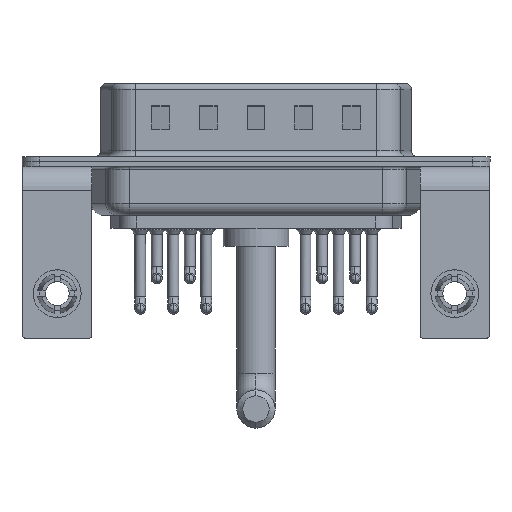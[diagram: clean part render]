
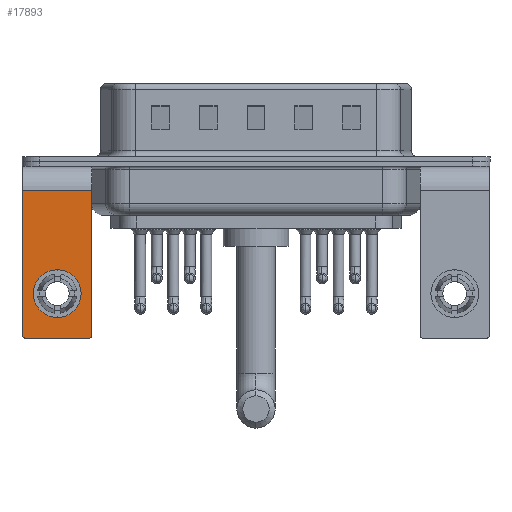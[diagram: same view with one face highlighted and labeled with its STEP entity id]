
A CAD part, front view. The second image highlights one B-rep face of the part: STEP entity #17893.
In plain terms, the highlighted planar face has unit normal (0, -1, 0).
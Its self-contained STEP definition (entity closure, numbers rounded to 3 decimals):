
#1201 = DIRECTION ( 'NONE',  ( 0., 0., 1. ) ) ;
#1258 = CARTESIAN_POINT ( 'NONE',  ( 2.9, -6.25, -2.4 ) ) ;
#1565 = ORIENTED_EDGE ( 'NONE', *, *, #9490, .T. ) ;
#1808 = VECTOR ( 'NONE', #4347, 1000. ) ;
#2607 = CARTESIAN_POINT ( 'NONE',  ( 0., -6.25, -11.07 ) ) ;
#2777 = CARTESIAN_POINT ( 'NONE',  ( 0., -6.25, -11.07 ) ) ;
#3153 = EDGE_CURVE ( 'NONE', #13960, #3506, #11740, .T. ) ;
#3277 = DIRECTION ( 'NONE',  ( -1., 0., 0. ) ) ;
#3347 = EDGE_CURVE ( 'NONE', #3506, #9176, #10967, .T. ) ;
#3506 = VERTEX_POINT ( 'NONE', #9090 ) ;
#3803 = ORIENTED_EDGE ( 'NONE', *, *, #21318, .T. ) ;
#4347 = DIRECTION ( 'NONE',  ( 0., 0., -1. ) ) ;
#4784 = AXIS2_PLACEMENT_3D ( 'NONE', #2607, #13972, #13726 ) ;
#5026 = FACE_OUTER_BOUND ( 'NONE', #17901, .T. ) ;
#5159 = LINE ( 'NONE', #20415, #22884 ) ;
#6156 = ORIENTED_EDGE ( 'NONE', *, *, #3153, .T. ) ;
#6854 = VECTOR ( 'NONE', #22118, 1000. ) ;
#7384 = AXIS2_PLACEMENT_3D ( 'NONE', #20091, #8592, #1201 ) ;
#7511 = CIRCLE ( 'NONE', #22716, 0.25 ) ;
#8062 = EDGE_CURVE ( 'NONE', #22510, #12415, #7511, .T. ) ;
#8369 = CIRCLE ( 'NONE', #4784, 2. ) ;
#8592 = DIRECTION ( 'NONE',  ( 0., -1., 0. ) ) ;
#8905 = DIRECTION ( 'NONE',  ( 0., 0., 1. ) ) ;
#9090 = CARTESIAN_POINT ( 'NONE',  ( -2.9, -6.25, -14.55 ) ) ;
#9176 = VERTEX_POINT ( 'NONE', #12737 ) ;
#9490 = EDGE_CURVE ( 'NONE', #17586, #23924, #8369, .T. ) ;
#9562 = ORIENTED_EDGE ( 'NONE', *, *, #3347, .T. ) ;
#10007 = CARTESIAN_POINT ( 'NONE',  ( -2.9, -6.25, -2.4 ) ) ;
#10941 = DIRECTION ( 'NONE',  ( 0., 0., -1. ) ) ;
#10967 = CIRCLE ( 'NONE', #7384, 0.25 ) ;
#11362 = DIRECTION ( 'NONE',  ( 0., -1., 0. ) ) ;
#11740 = LINE ( 'NONE', #21512, #1808 ) ;
#11983 = VECTOR ( 'NONE', #10941, 1000. ) ;
#12102 = AXIS2_PLACEMENT_3D ( 'NONE', #2777, #16152, #8905 ) ;
#12190 = CARTESIAN_POINT ( 'NONE',  ( 0., -6.25, -13.07 ) ) ;
#12415 = VERTEX_POINT ( 'NONE', #22562 ) ;
#12633 = PLANE ( 'NONE',  #17187 ) ;
#12737 = CARTESIAN_POINT ( 'NONE',  ( -2.65, -6.25, -14.8 ) ) ;
#12812 = CARTESIAN_POINT ( 'NONE',  ( 2.9, -6.25, -2.4 ) ) ;
#13299 = CARTESIAN_POINT ( 'NONE',  ( 2.9, -6.25, -2.4 ) ) ;
#13726 = DIRECTION ( 'NONE',  ( 0., 0., 1. ) ) ;
#13960 = VERTEX_POINT ( 'NONE', #10007 ) ;
#13972 = DIRECTION ( 'NONE',  ( 0., 1., 0. ) ) ;
#14210 = CARTESIAN_POINT ( 'NONE',  ( 2.9, -6.25, -14.8 ) ) ;
#14288 = ORIENTED_EDGE ( 'NONE', *, *, #18829, .F. ) ;
#14328 = LINE ( 'NONE', #14210, #6854 ) ;
#14760 = FACE_BOUND ( 'NONE', #15630, .T. ) ;
#15104 = DIRECTION ( 'NONE',  ( 0., 0., 1. ) ) ;
#15630 = EDGE_LOOP ( 'NONE', ( #3803, #1565 ) ) ;
#15710 = ORIENTED_EDGE ( 'NONE', *, *, #19317, .T. ) ;
#16152 = DIRECTION ( 'NONE',  ( 0., 1., 0. ) ) ;
#16518 = DIRECTION ( 'NONE',  ( 0., 0., 1. ) ) ;
#16919 = EDGE_CURVE ( 'NONE', #24109, #12415, #18809, .T. ) ;
#17187 = AXIS2_PLACEMENT_3D ( 'NONE', #1258, #20409, #16518 ) ;
#17319 = ORIENTED_EDGE ( 'NONE', *, *, #8062, .T. ) ;
#17558 = CARTESIAN_POINT ( 'NONE',  ( 2.65, -6.25, -14.8 ) ) ;
#17586 = VERTEX_POINT ( 'NONE', #21203 ) ;
#17893 = ADVANCED_FACE ( 'NONE', ( #14760, #5026 ), #12633, .F. ) ;
#17901 = EDGE_LOOP ( 'NONE', ( #6156, #9562, #14288, #17319, #24042, #15710 ) ) ;
#18809 = LINE ( 'NONE', #12812, #11983 ) ;
#18829 = EDGE_CURVE ( 'NONE', #22510, #9176, #14328, .T. ) ;
#19104 = CARTESIAN_POINT ( 'NONE',  ( 2.65, -6.25, -14.55 ) ) ;
#19317 = EDGE_CURVE ( 'NONE', #24109, #13960, #5159, .T. ) ;
#20091 = CARTESIAN_POINT ( 'NONE',  ( -2.65, -6.25, -14.55 ) ) ;
#20409 = DIRECTION ( 'NONE',  ( 0., 1., 0. ) ) ;
#20415 = CARTESIAN_POINT ( 'NONE',  ( 2.9, -6.25, -2.4 ) ) ;
#21203 = CARTESIAN_POINT ( 'NONE',  ( 0., -6.25, -9.07 ) ) ;
#21318 = EDGE_CURVE ( 'NONE', #23924, #17586, #22108, .T. ) ;
#21512 = CARTESIAN_POINT ( 'NONE',  ( -2.9, -6.25, -2.4 ) ) ;
#22108 = CIRCLE ( 'NONE', #12102, 2. ) ;
#22118 = DIRECTION ( 'NONE',  ( -1., 0., 0. ) ) ;
#22510 = VERTEX_POINT ( 'NONE', #17558 ) ;
#22562 = CARTESIAN_POINT ( 'NONE',  ( 2.9, -6.25, -14.55 ) ) ;
#22716 = AXIS2_PLACEMENT_3D ( 'NONE', #19104, #11362, #15104 ) ;
#22884 = VECTOR ( 'NONE', #3277, 1000. ) ;
#23924 = VERTEX_POINT ( 'NONE', #12190 ) ;
#24042 = ORIENTED_EDGE ( 'NONE', *, *, #16919, .F. ) ;
#24109 = VERTEX_POINT ( 'NONE', #13299 ) ;
